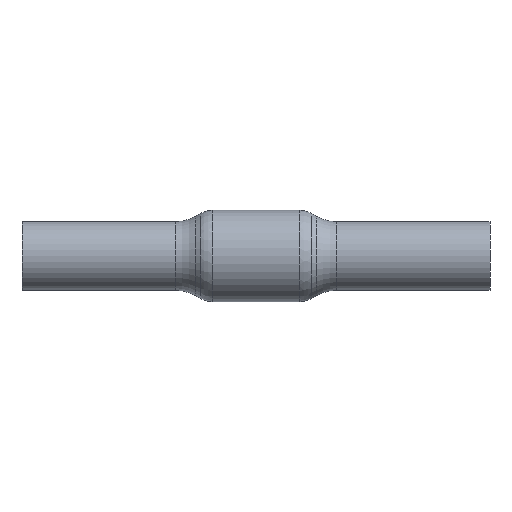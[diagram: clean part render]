
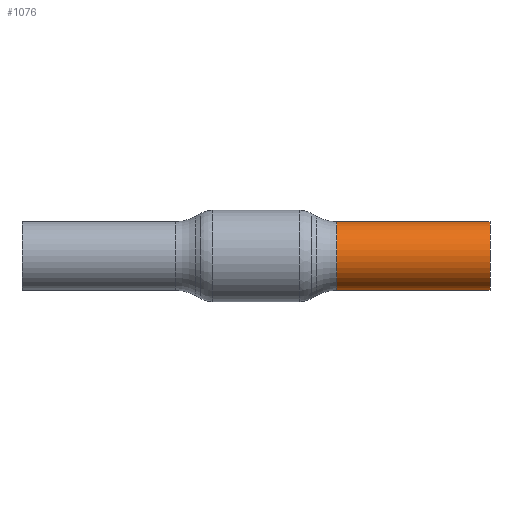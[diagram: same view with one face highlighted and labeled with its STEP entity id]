
A CAD part, front view. The second image highlights one B-rep face of the part: STEP entity #1076.
In plain terms, the highlighted cylindrical face has radius 16.85 mm (diameter 33.7 mm), a partial arc.
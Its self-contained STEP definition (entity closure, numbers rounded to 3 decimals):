
#1076 = ADVANCED_FACE ( 'NONE', ( #26266 ), #2977, .T. ) ;
#1843 = CARTESIAN_POINT ( 'NONE',  ( -62.69, 0., -16.85 ) ) ;
#2977 = CYLINDRICAL_SURFACE ( 'NONE', #24312, 16.85 ) ;
#4706 = EDGE_CURVE ( 'NONE', #17387, #31900, #46219, .T. ) ;
#7846 = EDGE_LOOP ( 'NONE', ( #32028, #7945, #11455, #12283 ) ) ;
#7945 = ORIENTED_EDGE ( 'NONE', *, *, #18836, .F. ) ;
#8496 = CARTESIAN_POINT ( 'NONE',  ( 115., 0., -16.85 ) ) ;
#8933 = CARTESIAN_POINT ( 'NONE',  ( 39.645, 0., 16.85 ) ) ;
#9584 = DIRECTION ( 'NONE',  ( -1., 0., 0. ) ) ;
#10621 = DIRECTION ( 'NONE',  ( -1., 0., 0. ) ) ;
#11182 = DIRECTION ( 'NONE',  ( -1., 0., 0. ) ) ;
#11368 = EDGE_CURVE ( 'NONE', #31900, #27551, #30194, .T. ) ;
#11455 = ORIENTED_EDGE ( 'NONE', *, *, #40669, .T. ) ;
#12283 = ORIENTED_EDGE ( 'NONE', *, *, #11368, .F. ) ;
#14102 = DIRECTION ( 'NONE',  ( 0., 0., 1. ) ) ;
#15143 = DIRECTION ( 'NONE',  ( 0., 0., 1. ) ) ;
#15422 = LINE ( 'NONE', #27313, #18259 ) ;
#17387 = VERTEX_POINT ( 'NONE', #8496 ) ;
#18259 = VECTOR ( 'NONE', #11182, 1000. ) ;
#18836 = EDGE_CURVE ( 'NONE', #18995, #17387, #39245, .T. ) ;
#18995 = VERTEX_POINT ( 'NONE', #39904 ) ;
#19004 = AXIS2_PLACEMENT_3D ( 'NONE', #32367, #44518, #36064 ) ;
#19091 = CARTESIAN_POINT ( 'NONE',  ( -62.69, 0., 0. ) ) ;
#21929 = DIRECTION ( 'NONE',  ( -1., 0., 0. ) ) ;
#24312 = AXIS2_PLACEMENT_3D ( 'NONE', #19091, #10621, #15143 ) ;
#25550 = VECTOR ( 'NONE', #21929, 1000. ) ;
#26266 = FACE_OUTER_BOUND ( 'NONE', #7846, .T. ) ;
#27313 = CARTESIAN_POINT ( 'NONE',  ( -62.69, 0., 16.85 ) ) ;
#27551 = VERTEX_POINT ( 'NONE', #8933 ) ;
#30194 = CIRCLE ( 'NONE', #34376, 16.85 ) ;
#30476 = CARTESIAN_POINT ( 'NONE',  ( 39.645, 0., 0. ) ) ;
#31900 = VERTEX_POINT ( 'NONE', #49176 ) ;
#32028 = ORIENTED_EDGE ( 'NONE', *, *, #4706, .F. ) ;
#32367 = CARTESIAN_POINT ( 'NONE',  ( 115., 0., 0. ) ) ;
#34376 = AXIS2_PLACEMENT_3D ( 'NONE', #30476, #9584, #14102 ) ;
#36064 = DIRECTION ( 'NONE',  ( 0., 0., -1. ) ) ;
#39245 = CIRCLE ( 'NONE', #19004, 16.85 ) ;
#39904 = CARTESIAN_POINT ( 'NONE',  ( 115., 0., 16.85 ) ) ;
#40669 = EDGE_CURVE ( 'NONE', #18995, #27551, #15422, .T. ) ;
#44518 = DIRECTION ( 'NONE',  ( 1., 0., 0. ) ) ;
#46219 = LINE ( 'NONE', #1843, #25550 ) ;
#49176 = CARTESIAN_POINT ( 'NONE',  ( 39.645, 0., -16.85 ) ) ;
